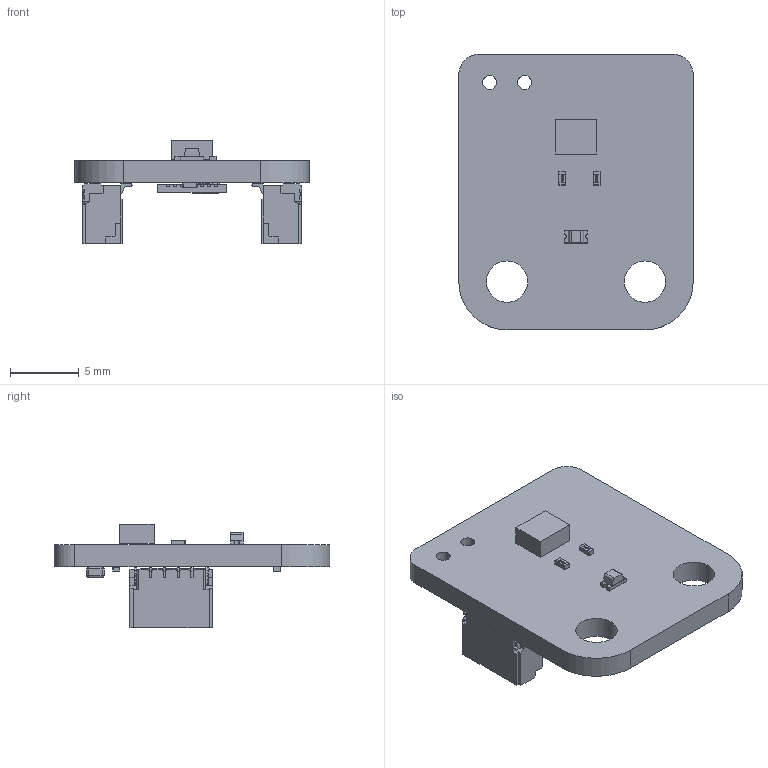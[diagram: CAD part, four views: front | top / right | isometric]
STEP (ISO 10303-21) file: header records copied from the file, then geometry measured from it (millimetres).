
FILE_DESCRIPTION(('Open CASCADE Model'),'2;1');
FILE_NAME('Open CASCADE Shape Model','2025-05-20T08:52:06',('Author'),( 'Open CASCADE'),'Open CASCADE STEP processor 7.5','Open CASCADE 7.5' ,'Unknown');
FILE_SCHEMA(('AUTOMOTIVE_DESIGN { 1 0 10303 214 1 1 1 1 }'));
Length unit declared in the file: millimetre
Products named in the file (32): PCB; Board; Open CASCADE STEP translator 7.5 26.1.1; STAT1; 0603 LED Green; Solid1; Solid4; R6; User Library-R SMD 0402; User Library-R SMD 0402_0402 BODY; User Library-R SMD 0402_0402 PAD; User Library-R SMD 0402_0402 OPIS; R5; U; DUELink-U-Connector-BM04B-SRSS-TB; D; DUELink-Connector-BM04B-SRSS-TB; R4; C2; 0805 SMD Capacitor; C1; C0402; Free-Models; STM32-QFN32; 5809414048; Extruded
Assembly tree (34 placements, depth 4):
  PCB
    Board
      Open CASCADE STEP translator 7.5 26.1.1
    STAT1
      0603 LED Green
        Solid1
        Solid4
        Solid1
        Solid1
        Solid4
        Solid1
        Solid1
        Solid1
    R6
      User Library-R SMD 0402
        User Library-R SMD 0402_0402 BODY
        User Library-R SMD 0402_0402 PAD  x2
        User Library-R SMD 0402_0402 OPIS
    R5
      User Library-R SMD 0402
        User Library-R SMD 0402_0402 BODY
        User Library-R SMD 0402_0402 PAD  x2
        User Library-R SMD 0402_0402 OPIS
    U
      DUELink-U-Connector-BM04B-SRSS-TB
    D
      DUELink-Connector-BM04B-SRSS-TB
    R4
      User Library-R SMD 0402
        User Library-R SMD 0402_0402 BODY
        User Library-R SMD 0402_0402 PAD  x2
        User Library-R SMD 0402_0402 OPIS
    C2
      0805 SMD Capacitor
    C1
      C0402
    Free-Models
      STM32-QFN32
      5809414048
        Extruded
Bounding box: 17 x 20 x 7.52 mm (x, y, z)
Volume: 609.1 mm3; surface area: 1365 mm2
Topology: 88 solids, 88 shells, 1447 faces, 4987 edges, 5174 vertices
Faces by surface type: plane 1079, cylinder 210, bspline 142, sphere 8, revolution 8
Full cylindrical faces by diameter (mm): 1.016 x2, 3 x2
Entity records: 56930 total; most frequent: CARTESIAN_POINT 15047, DIRECTION 7247, ORIENTED_EDGE 6142, LINE 3859, VECTOR 3859, EDGE_CURVE 3071, VERTEX_POINT 1998, AXIS2_PLACEMENT_3D 1690
